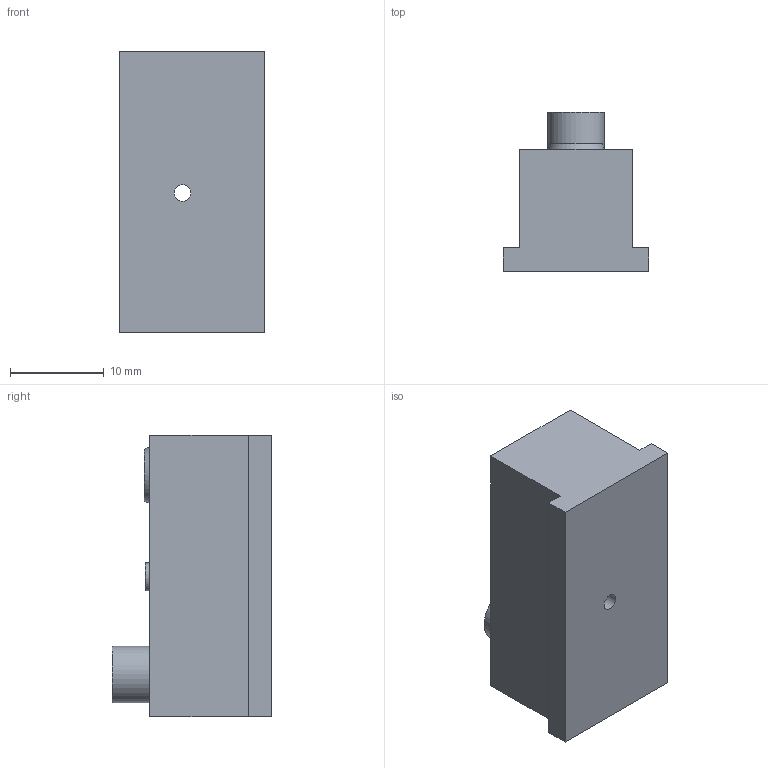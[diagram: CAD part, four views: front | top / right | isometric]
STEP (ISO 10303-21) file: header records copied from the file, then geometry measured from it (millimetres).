
FILE_DESCRIPTION(/* description */ ('SENSORE UNIVERSALE N.A. con Led'),/* implementation_level */ '2;1');
FILE_NAME(/* name */ 'RS_#.stp',/* time_stamp */ '2017-11-06T10:00:00+01:00',/* author */ ('Maniean1'),/* organization */ ('Pneumax S.p.A.'),/* preprocessor_version */ 'ST-DEVELOPER v16.5',/* originating_system */ 'Autodesk Inventor 2017',/* authorisation */ '');
FILE_SCHEMA (('AUTOMOTIVE_DESIGN { 1 0 10303 214 3 1 1 }'));
Length unit declared in the file: millimetre
Products named in the file (1): RS.UA
Bounding box: 15.5 x 17 x 30 mm (x, y, z)
Volume: 4946.3 mm3; surface area: 2293.8 mm2
Topology: 1 solids, 1 shells, 28 faces, 62 edges, 40 vertices
Faces by surface type: plane 15, cylinder 8, sphere 3, cone 2
Full cylindrical faces by diameter (mm): 1 x2, 1.75 x1, 3 x1, 4 x1, 4.2 x1, 5.5 x1, 6 x1
Entity records: 712 total; most frequent: DIRECTION 120, CARTESIAN_POINT 107, ORIENTED_EDGE 86, EDGE_LOOP 48, AXIS2_PLACEMENT_3D 48, EDGE_CURVE 43, VERTEX_POINT 35, FACE_OUTER_BOUND 28
